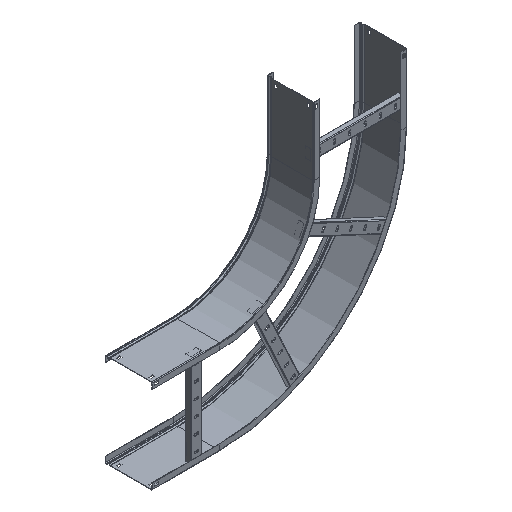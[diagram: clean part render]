
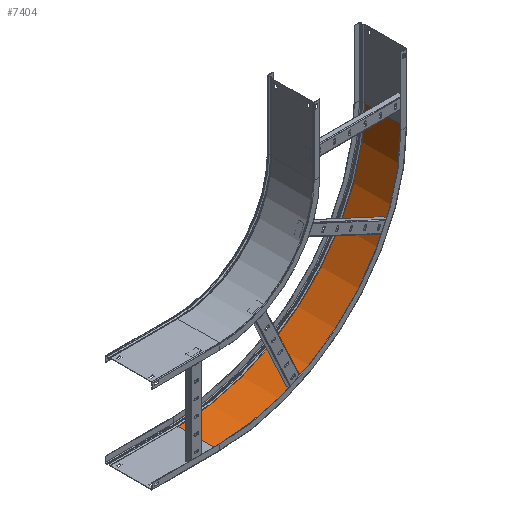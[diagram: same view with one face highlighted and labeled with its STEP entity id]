
A CAD part, isometric view. The second image highlights one B-rep face of the part: STEP entity #7404.
In plain terms, the highlighted cylindrical face has radius 598.8 mm (diameter 1197.6 mm), a partial arc.
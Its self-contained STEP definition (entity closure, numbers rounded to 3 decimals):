
#1 = CIRCLE ( 'NONE', #5873, 598.8 ) ;
#52 = FACE_OUTER_BOUND ( 'NONE', #584, .T. ) ;
#397 = LINE ( 'NONE', #4337, #6579 ) ;
#408 = VECTOR ( 'NONE', #3624, 1000. ) ;
#458 = DIRECTION ( 'NONE',  ( 0., 1., 0. ) ) ;
#584 = EDGE_LOOP ( 'NONE', ( #7136, #6958, #6087, #4960 ) ) ;
#1176 = EDGE_CURVE ( 'NONE', #7574, #5558, #397, .T. ) ;
#1198 = EDGE_CURVE ( 'NONE', #8012, #5558, #1, .T. ) ;
#1345 = CYLINDRICAL_SURFACE ( 'NONE', #6011, 598.8 ) ;
#1547 = CARTESIAN_POINT ( 'NONE',  ( 0., 134.026, -598.8 ) ) ;
#1826 = DIRECTION ( 'NONE',  ( 0., 1., 0. ) ) ;
#2384 = LINE ( 'NONE', #4327, #408 ) ;
#2441 = CARTESIAN_POINT ( 'NONE',  ( 0., 2.2, 0. ) ) ;
#3116 = DIRECTION ( 'NONE',  ( 0., 0., 1. ) ) ;
#3166 = AXIS2_PLACEMENT_3D ( 'NONE', #2441, #3635, #7533 ) ;
#3247 = CARTESIAN_POINT ( 'NONE',  ( 598.8, 134.026, 0. ) ) ;
#3624 = DIRECTION ( 'NONE',  ( 0., 1., 0. ) ) ;
#3635 = DIRECTION ( 'NONE',  ( 0., 1., 0. ) ) ;
#4327 = CARTESIAN_POINT ( 'NONE',  ( 598.8, 0., 0. ) ) ;
#4337 = CARTESIAN_POINT ( 'NONE',  ( 0., 2.2, -598.8 ) ) ;
#4381 = CARTESIAN_POINT ( 'NONE',  ( 0., 0., 0. ) ) ;
#4960 = ORIENTED_EDGE ( 'NONE', *, *, #6759, .T. ) ;
#5082 = EDGE_CURVE ( 'NONE', #8134, #7574, #6111, .T. ) ;
#5558 = VERTEX_POINT ( 'NONE', #1547 ) ;
#5692 = CARTESIAN_POINT ( 'NONE',  ( 598.8, 2.2, 0. ) ) ;
#5766 = CARTESIAN_POINT ( 'NONE',  ( 0., 2.2, -598.8 ) ) ;
#5873 = AXIS2_PLACEMENT_3D ( 'NONE', #6116, #6768, #7417 ) ;
#6011 = AXIS2_PLACEMENT_3D ( 'NONE', #4381, #1826, #3116 ) ;
#6087 = ORIENTED_EDGE ( 'NONE', *, *, #5082, .F. ) ;
#6111 = CIRCLE ( 'NONE', #3166, 598.8 ) ;
#6116 = CARTESIAN_POINT ( 'NONE',  ( 0., 134.026, 0. ) ) ;
#6579 = VECTOR ( 'NONE', #458, 1000. ) ;
#6759 = EDGE_CURVE ( 'NONE', #8134, #8012, #2384, .T. ) ;
#6768 = DIRECTION ( 'NONE',  ( 0., 1., 0. ) ) ;
#6958 = ORIENTED_EDGE ( 'NONE', *, *, #1176, .F. ) ;
#7136 = ORIENTED_EDGE ( 'NONE', *, *, #1198, .T. ) ;
#7404 = ADVANCED_FACE ( 'NONE', ( #52 ), #1345, .F. ) ;
#7417 = DIRECTION ( 'NONE',  ( 0., 0., 1. ) ) ;
#7533 = DIRECTION ( 'NONE',  ( 0., 0., 1. ) ) ;
#7574 = VERTEX_POINT ( 'NONE', #5766 ) ;
#8012 = VERTEX_POINT ( 'NONE', #3247 ) ;
#8134 = VERTEX_POINT ( 'NONE', #5692 ) ;
